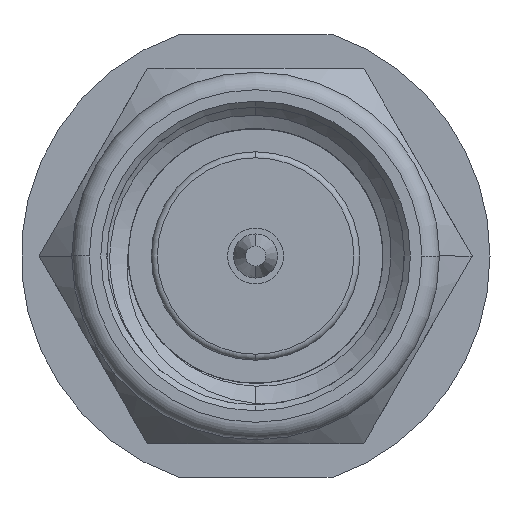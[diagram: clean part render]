
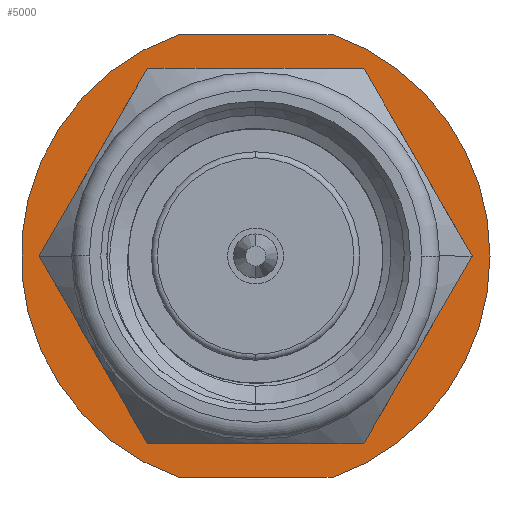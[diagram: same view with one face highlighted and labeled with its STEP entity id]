
A CAD part, left-side view. The second image highlights one B-rep face of the part: STEP entity #5000.
In plain terms, the highlighted planar face has unit normal (-1, 0, 0).
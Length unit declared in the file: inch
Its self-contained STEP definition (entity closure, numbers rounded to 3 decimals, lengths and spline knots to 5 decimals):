
#22 = CIRCLE ( 'NONE', #6170, 0.19685 ) ;
#62 = DIRECTION ( 'NONE',  ( 0., 1., 0. ) ) ;
#145 = VERTEX_POINT ( 'NONE', #722 ) ;
#308 = DIRECTION ( 'NONE',  ( -1., 0., 0. ) ) ;
#471 = CARTESIAN_POINT ( 'NONE',  ( -0.21395, 0., 0. ) ) ;
#615 = VERTEX_POINT ( 'NONE', #6138 ) ;
#722 = CARTESIAN_POINT ( 'NONE',  ( -0.21395, 0.12687, 0. ) ) ;
#916 = AXIS2_PLACEMENT_3D ( 'NONE', #4947, #4348, #7201 ) ;
#1090 = CARTESIAN_POINT ( 'NONE',  ( -0.21395, -0.06503, -0.1858 ) ) ;
#1152 = CIRCLE ( 'NONE', #5272, 0.19685 ) ;
#1208 = DIRECTION ( 'NONE',  ( 0., -1., 0. ) ) ;
#1451 = EDGE_CURVE ( 'NONE', #1845, #2527, #2915, .T. ) ;
#1480 = EDGE_LOOP ( 'NONE', ( #5075, #5643 ) ) ;
#1581 = FACE_OUTER_BOUND ( 'NONE', #2430, .T. ) ;
#1634 = EDGE_CURVE ( 'NONE', #2527, #3535, #1152, .T. ) ;
#1652 = LINE ( 'NONE', #3394, #7111 ) ;
#1815 = EDGE_CURVE ( 'NONE', #3987, #1845, #3378, .T. ) ;
#1845 = VERTEX_POINT ( 'NONE', #1090 ) ;
#2086 = AXIS2_PLACEMENT_3D ( 'NONE', #471, #2654, #4974 ) ;
#2210 = EDGE_CURVE ( 'NONE', #3535, #7199, #1652, .T. ) ;
#2430 = EDGE_LOOP ( 'NONE', ( #5940, #7220, #5214, #6975, #3886 ) ) ;
#2527 = VERTEX_POINT ( 'NONE', #6401 ) ;
#2654 = DIRECTION ( 'NONE',  ( -1., 0., 0. ) ) ;
#2667 = CARTESIAN_POINT ( 'NONE',  ( -0.21395, 0.06503, 0.1858 ) ) ;
#2915 = CIRCLE ( 'NONE', #2086, 0.19685 ) ;
#2981 = CIRCLE ( 'NONE', #3930, 0.12687 ) ;
#3161 = CARTESIAN_POINT ( 'NONE',  ( -0.21395, 0., 0. ) ) ;
#3378 = LINE ( 'NONE', #4965, #6054 ) ;
#3384 = DIRECTION ( 'NONE',  ( -1., 0., 0. ) ) ;
#3394 = CARTESIAN_POINT ( 'NONE',  ( -0.21395, 0.19685, 0.1858 ) ) ;
#3535 = VERTEX_POINT ( 'NONE', #3714 ) ;
#3539 = AXIS2_PLACEMENT_3D ( 'NONE', #5429, #5874, #5983 ) ;
#3560 = EDGE_CURVE ( 'NONE', #7199, #3987, #22, .T. ) ;
#3714 = CARTESIAN_POINT ( 'NONE',  ( -0.21395, -0.06503, 0.1858 ) ) ;
#3872 = CARTESIAN_POINT ( 'NONE',  ( -0.21395, 0., 0. ) ) ;
#3886 = ORIENTED_EDGE ( 'NONE', *, *, #1815, .T. ) ;
#3897 = DIRECTION ( 'NONE',  ( 0., -1., 0. ) ) ;
#3930 = AXIS2_PLACEMENT_3D ( 'NONE', #3161, #4851, #7110 ) ;
#3987 = VERTEX_POINT ( 'NONE', #4559 ) ;
#4285 = EDGE_CURVE ( 'NONE', #145, #615, #2981, .T. ) ;
#4348 = DIRECTION ( 'NONE',  ( 1., 0., 0. ) ) ;
#4458 = PLANE ( 'NONE',  #916 ) ;
#4559 = CARTESIAN_POINT ( 'NONE',  ( -0.21395, 0.06503, -0.1858 ) ) ;
#4812 = DIRECTION ( 'NONE',  ( 0., -1., 0. ) ) ;
#4851 = DIRECTION ( 'NONE',  ( -1., 0., 0. ) ) ;
#4947 = CARTESIAN_POINT ( 'NONE',  ( -0.21395, 0.19685, 0. ) ) ;
#4965 = CARTESIAN_POINT ( 'NONE',  ( -0.21395, 0.19685, -0.1858 ) ) ;
#4974 = DIRECTION ( 'NONE',  ( 0., -1., 0. ) ) ;
#5000 = ADVANCED_FACE ( 'NONE', ( #5978, #1581 ), #4458, .F. ) ;
#5075 = ORIENTED_EDGE ( 'NONE', *, *, #6955, .F. ) ;
#5214 = ORIENTED_EDGE ( 'NONE', *, *, #2210, .T. ) ;
#5272 = AXIS2_PLACEMENT_3D ( 'NONE', #3872, #3384, #1208 ) ;
#5429 = CARTESIAN_POINT ( 'NONE',  ( -0.21395, 0., 0. ) ) ;
#5446 = CARTESIAN_POINT ( 'NONE',  ( -0.21395, 0., 0. ) ) ;
#5643 = ORIENTED_EDGE ( 'NONE', *, *, #4285, .F. ) ;
#5874 = DIRECTION ( 'NONE',  ( -1., 0., 0. ) ) ;
#5940 = ORIENTED_EDGE ( 'NONE', *, *, #1451, .T. ) ;
#5978 = FACE_BOUND ( 'NONE', #1480, .T. ) ;
#5983 = DIRECTION ( 'NONE',  ( 0., -1., 0. ) ) ;
#6054 = VECTOR ( 'NONE', #3897, 39.37008 ) ;
#6138 = CARTESIAN_POINT ( 'NONE',  ( -0.21395, -0.12687, 0. ) ) ;
#6142 = CIRCLE ( 'NONE', #3539, 0.12687 ) ;
#6170 = AXIS2_PLACEMENT_3D ( 'NONE', #5446, #308, #4812 ) ;
#6401 = CARTESIAN_POINT ( 'NONE',  ( -0.21395, -0.19685, 0. ) ) ;
#6955 = EDGE_CURVE ( 'NONE', #615, #145, #6142, .T. ) ;
#6975 = ORIENTED_EDGE ( 'NONE', *, *, #3560, .T. ) ;
#7110 = DIRECTION ( 'NONE',  ( 0., -1., 0. ) ) ;
#7111 = VECTOR ( 'NONE', #62, 39.37008 ) ;
#7199 = VERTEX_POINT ( 'NONE', #2667 ) ;
#7201 = DIRECTION ( 'NONE',  ( 0., 1., 0. ) ) ;
#7220 = ORIENTED_EDGE ( 'NONE', *, *, #1634, .T. ) ;
